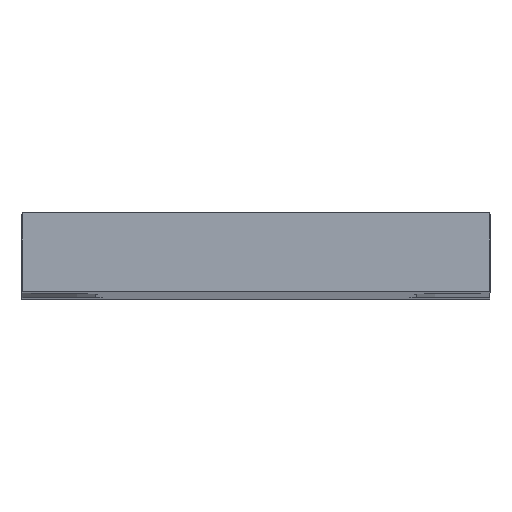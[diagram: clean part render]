
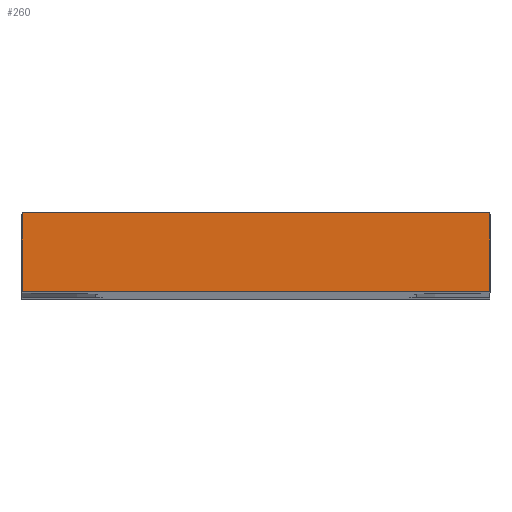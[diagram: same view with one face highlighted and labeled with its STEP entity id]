
A CAD part, top view. The second image highlights one B-rep face of the part: STEP entity #260.
In plain terms, the highlighted planar face has unit normal (0, 0, 1).
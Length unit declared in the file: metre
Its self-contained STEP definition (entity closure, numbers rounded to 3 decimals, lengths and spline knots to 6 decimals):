
#18=LINE('',#384,#46);
#29=LINE('',#417,#57);
#40=LINE('',#440,#68);
#41=LINE('',#442,#69);
#46=VECTOR('',#309,1.);
#57=VECTOR('',#332,1.);
#68=VECTOR('',#361,1.);
#69=VECTOR('',#364,1.);
#128=ORIENTED_EDGE('',*,*,#148,.T.);
#129=ORIENTED_EDGE('',*,*,#177,.T.);
#130=ORIENTED_EDGE('',*,*,#164,.F.);
#131=ORIENTED_EDGE('',*,*,#176,.F.);
#148=EDGE_CURVE('',#185,#184,#18,.T.);
#164=EDGE_CURVE('',#200,#201,#29,.T.);
#176=EDGE_CURVE('',#185,#200,#40,.T.);
#177=EDGE_CURVE('',#184,#201,#41,.T.);
#184=VERTEX_POINT('',#383);
#185=VERTEX_POINT('',#385);
#200=VERTEX_POINT('',#416);
#201=VERTEX_POINT('',#418);
#222=EDGE_LOOP('',(#128,#129,#130,#131));
#236=FACE_BOUND('',#222,.T.);
#247=PLANE('',#295);
#260=ADVANCED_FACE('',(#236),#247,.T.);
#295=AXIS2_PLACEMENT_3D('',#441,#362,#363);
#309=DIRECTION('',(1.,0.,0.));
#332=DIRECTION('',(1.,0.,0.));
#361=DIRECTION('',(0.,1.,0.));
#362=DIRECTION('',(0.,0.,1.));
#363=DIRECTION('',(1.,0.,0.));
#364=DIRECTION('',(0.,1.,0.));
#383=CARTESIAN_POINT('',(0.0095,0.,0.09));
#384=CARTESIAN_POINT('',(-0.0095,0.,0.09));
#385=CARTESIAN_POINT('',(-0.0095,0.,0.09));
#416=CARTESIAN_POINT('',(-0.0095,0.0032,0.09));
#417=CARTESIAN_POINT('',(-0.0095,0.0032,0.09));
#418=CARTESIAN_POINT('',(0.0095,0.0032,0.09));
#440=CARTESIAN_POINT('',(-0.0095,0.,0.09));
#441=CARTESIAN_POINT('',(-0.0095,0.,0.09));
#442=CARTESIAN_POINT('',(0.0095,0.,0.09));
